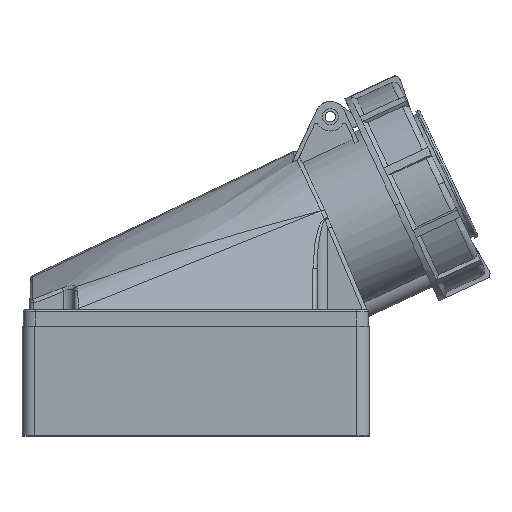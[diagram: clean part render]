
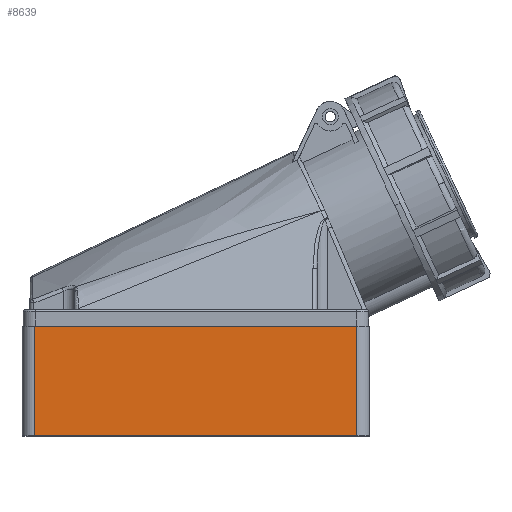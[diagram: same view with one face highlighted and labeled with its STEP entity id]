
A CAD part, top view. The second image highlights one B-rep face of the part: STEP entity #8639.
In plain terms, the highlighted planar face has unit normal (0, 0, 1).
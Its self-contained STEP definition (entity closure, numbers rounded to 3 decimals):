
#102=DIRECTION('',(1.,0.,0.));
#103=VECTOR('',#102,158.9);
#104=CARTESIAN_POINT('',(-79.45,-54.,59.55));
#105=LINE('',#104,#103);
#381=DIRECTION('',(0.,-1.,0.));
#382=VECTOR('',#381,54.);
#383=CARTESIAN_POINT('',(-79.45,0.,59.55));
#384=LINE('',#383,#382);
#443=DIRECTION('',(0.,1.,0.));
#444=VECTOR('',#443,54.);
#445=CARTESIAN_POINT('',(79.45,-54.,59.55));
#446=LINE('',#445,#444);
#451=DIRECTION('',(1.,0.,0.));
#452=VECTOR('',#451,158.9);
#453=CARTESIAN_POINT('',(-79.45,0.,59.55));
#454=LINE('',#453,#452);
#6559=CARTESIAN_POINT('',(-79.45,-54.,59.55));
#6561=VERTEX_POINT('',#6559);
#6562=CARTESIAN_POINT('',(79.45,-54.,59.55));
#6563=VERTEX_POINT('',#6562);
#6684=CARTESIAN_POINT('',(-79.45,0.,59.55));
#6685=VERTEX_POINT('',#6684);
#6708=CARTESIAN_POINT('',(79.45,0.,59.55));
#6709=VERTEX_POINT('',#6708);
#8627=CARTESIAN_POINT('',(-79.45,-54.,59.55));
#8628=DIRECTION('',(0.,0.,1.));
#8629=DIRECTION('',(1.,0.,0.));
#8630=AXIS2_PLACEMENT_3D('',#8627,#8628,#8629);
#8631=PLANE('',#8630);
#8632=ORIENTED_EDGE('',*,*,#8375,.F.);
#8633=ORIENTED_EDGE('',*,*,#8520,.F.);
#8635=ORIENTED_EDGE('',*,*,#8634,.T.);
#8636=ORIENTED_EDGE('',*,*,#8619,.F.);
#8637=EDGE_LOOP('',(#8632,#8633,#8635,#8636));
#8638=FACE_OUTER_BOUND('',#8637,.F.);
#8639=ADVANCED_FACE('',(#8638),#8631,.T.);
#8375=EDGE_CURVE('',#6561,#6563,#105,.T.);
#8520=EDGE_CURVE('',#6685,#6561,#384,.T.);
#8619=EDGE_CURVE('',#6563,#6709,#446,.T.);
#8634=EDGE_CURVE('',#6685,#6709,#454,.T.);
